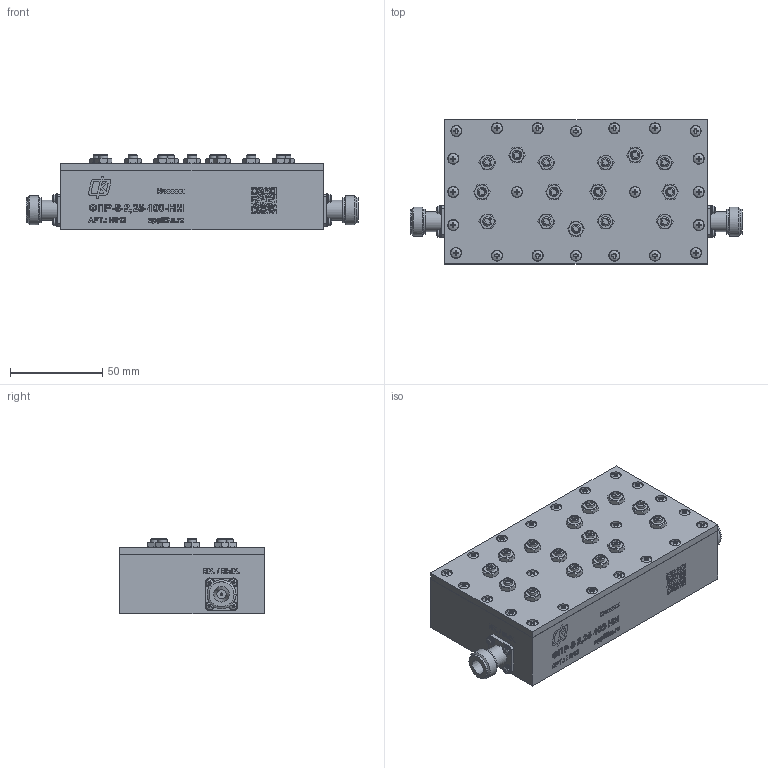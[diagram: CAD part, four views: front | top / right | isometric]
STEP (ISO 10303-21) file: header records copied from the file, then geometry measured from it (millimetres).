
FILE_DESCRIPTION(('STEP AP203'), '1');
FILE_NAME('ÍØÁÀ.468844.067_Ôèëüòð ÔÏÐ-8-2,25-100-ÍÌ', '', ('UNSPECIFIED'), ('UNSPECIFIED'), 'ASCON STEP Converter 1.6', 'ASCON Math Kernel', '');
FILE_SCHEMA(('CONFIG_CONTROL_DESIGN'));
Length unit declared in the file: millimetre
Products named in the file (1): НШБА.468844.067_Фильтр ФПР-8-2,25-100-НМ
Bounding box: 179.8 x 78 x 41 mm (x, y, z)
Volume: 405785.9 mm3; surface area: 73679.2 mm2
Topology: 41 solids, 54 shells, 2715 faces, 6744 edges, 4436 vertices
Faces by surface type: plane 2048, cylinder 254, bspline 233, cone 150, sphere 30
Full cylindrical faces by diameter (mm): 1 x2, 1.4 x2, 2 x8, 2.05 x8, 2.7 x8, 3 x38, 3.3 x4, 3.4 x30, 4 x8, 4.2 x30, 5 x25, 5.5 x8, 5.6 x22, 6 x22, 10.9 x2, 13.5 x4, 15.7 x2
Entity records: 145169 total; most frequent: CARTESIAN_POINT 61137, ORIENTED_EDGE 12868, DIRECTION 11484, EDGE_CURVE 6434, VERTEX_POINT 4426, LINE 4322, VECTOR 4322, AXIS2_PLACEMENT_3D 3581
